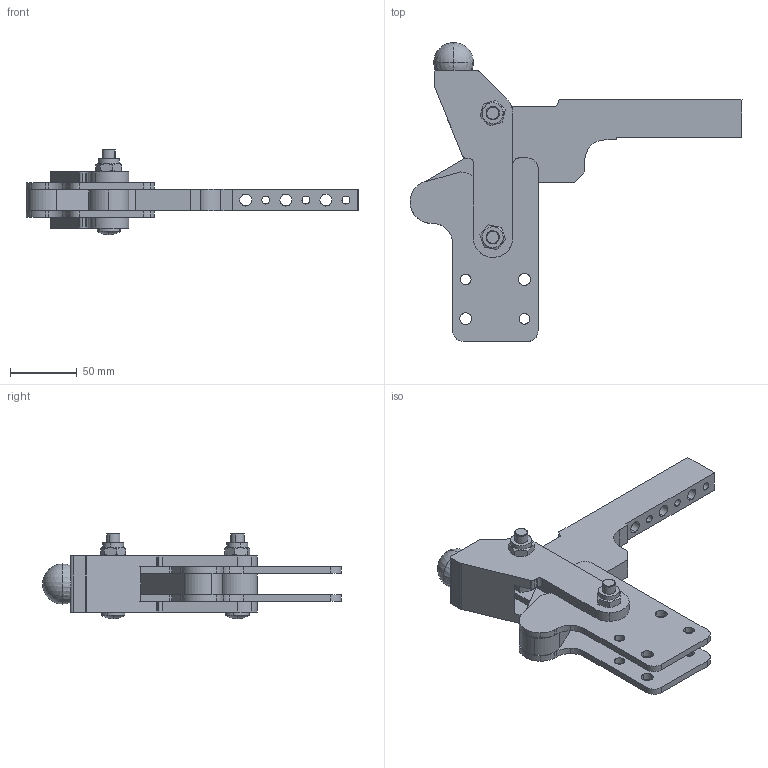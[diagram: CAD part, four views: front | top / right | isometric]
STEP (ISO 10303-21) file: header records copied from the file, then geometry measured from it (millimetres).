
FILE_DESCRIPTION(('CATIA V5 STEP Exchange'),'2;1');
FILE_NAME('MODULSPANNER_TS_V_HD_2500_BW16_1_136_357837.stp','2018-08-16T12:01:04+00:00',('none'),('none'),'CATIA Version 5 Release 19 SP 9 (IN-10)','CATIA V5 STEP AP214','none');
FILE_SCHEMA(('AUTOMOTIVE_DESIGN { 1 0 10303 214 1 1 1 1 }'));
Length unit declared in the file: millimetre
Products named in the file (1): MODULSPANNER_TS_V_HD_2500_BW16_1_136_357837
Bounding box: 248.74 x 224 x 64 mm (x, y, z)
Volume: 374890.2 mm3; surface area: 93498.1 mm2
Topology: 1 solids, 3 shells, 229 faces, 766 edges, 527 vertices
Faces by surface type: cylinder 119, plane 78, cone 20, sphere 12
Entity records: 9915 total; most frequent: CARTESIAN_POINT 3440, ORIENTED_EDGE 1500, DIRECTION 973, EDGE_CURVE 750, VERTEX_POINT 527, AXIS2_PLACEMENT_3D 431, VECTOR 319, LINE 319
